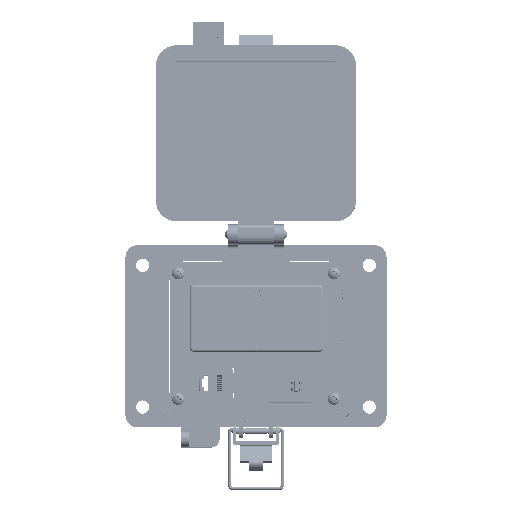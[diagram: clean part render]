
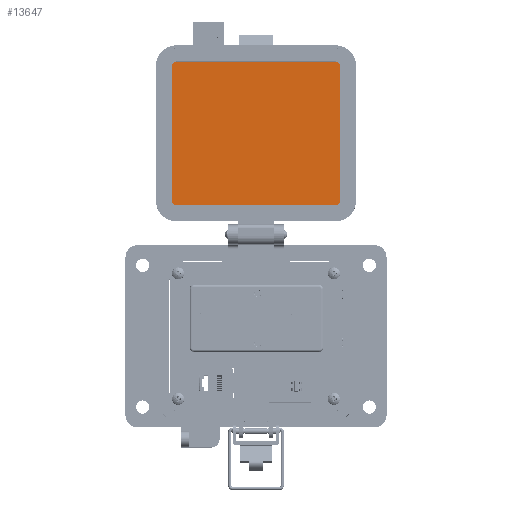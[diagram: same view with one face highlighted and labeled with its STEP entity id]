
A CAD part, top view. The second image highlights one B-rep face of the part: STEP entity #13647.
In plain terms, the highlighted planar face has unit normal (0, 0, 1).
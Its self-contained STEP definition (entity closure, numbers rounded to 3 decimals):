
#976 = DIRECTION ( 'NONE',  ( 0., -1., 0. ) ) ;
#3339 = DIRECTION ( 'NONE',  ( 0., 0., -1. ) ) ;
#3575 = LINE ( 'NONE', #40258, #199934 ) ;
#4655 = ORIENTED_EDGE ( 'NONE', *, *, #63782, .F. ) ;
#5691 = EDGE_LOOP ( 'NONE', ( #50528, #62519, #195983, #64484, #22670, #14696, #4655, #122906 ) ) ;
#6590 = CARTESIAN_POINT ( 'NONE',  ( -3.279, 57.705, 19.202 ) ) ;
#8034 = VERTEX_POINT ( 'NONE', #59359 ) ;
#8454 = CARTESIAN_POINT ( 'NONE',  ( -42.469, 57.705, 19.202 ) ) ;
#13647 = ADVANCED_FACE ( 'NONE', ( #59180 ), #186453, .T. ) ;
#14696 = ORIENTED_EDGE ( 'NONE', *, *, #129587, .F. ) ;
#16088 = EDGE_CURVE ( 'NONE', #8034, #100602, #35962, .T. ) ;
#20289 = AXIS2_PLACEMENT_3D ( 'NONE', #93952, #3339, #976 ) ;
#22505 = LINE ( 'NONE', #6590, #97556 ) ;
#22670 = ORIENTED_EDGE ( 'NONE', *, *, #83240, .F. ) ;
#24530 = DIRECTION ( 'NONE',  ( 0., 0., -1. ) ) ;
#25741 = CARTESIAN_POINT ( 'NONE',  ( 35.912, 57.705, 19.202 ) ) ;
#26071 = DIRECTION ( 'NONE',  ( 1., 0., 0. ) ) ;
#26133 = CARTESIAN_POINT ( 'NONE',  ( 35.912, 128.688, 19.202 ) ) ;
#27261 = LINE ( 'NONE', #214364, #72306 ) ;
#29375 = CARTESIAN_POINT ( 'NONE',  ( 35.912, 126.389, 19.202 ) ) ;
#35962 = CIRCLE ( 'NONE', #20289, 2.299 ) ;
#38705 = DIRECTION ( 'NONE',  ( 0., 0., -1. ) ) ;
#38746 = VERTEX_POINT ( 'NONE', #228684 ) ;
#39265 = AXIS2_PLACEMENT_3D ( 'NONE', #60388, #135013, #115456 ) ;
#40258 = CARTESIAN_POINT ( 'NONE',  ( -3.279, 128.688, 19.202 ) ) ;
#43217 = CARTESIAN_POINT ( 'NONE',  ( -42.469, 60.004, 19.202 ) ) ;
#50528 = ORIENTED_EDGE ( 'NONE', *, *, #16088, .F. ) ;
#59180 = FACE_OUTER_BOUND ( 'NONE', #5691, .T. ) ;
#59359 = CARTESIAN_POINT ( 'NONE',  ( 38.212, 60.004, 19.202 ) ) ;
#59556 = EDGE_CURVE ( 'NONE', #60847, #80122, #124666, .T. ) ;
#60388 = CARTESIAN_POINT ( 'NONE',  ( 39.871, 130.108, 19.202 ) ) ;
#60847 = VERTEX_POINT ( 'NONE', #26133 ) ;
#62519 = ORIENTED_EDGE ( 'NONE', *, *, #198582, .F. ) ;
#63782 = EDGE_CURVE ( 'NONE', #113848, #83008, #86048, .T. ) ;
#64484 = ORIENTED_EDGE ( 'NONE', *, *, #217767, .F. ) ;
#66127 = CARTESIAN_POINT ( 'NONE',  ( -44.769, 93.196, 19.202 ) ) ;
#72306 = VECTOR ( 'NONE', #101969, 1000. ) ;
#80122 = VERTEX_POINT ( 'NONE', #157516 ) ;
#83008 = VERTEX_POINT ( 'NONE', #90514 ) ;
#83240 = EDGE_CURVE ( 'NONE', #38746, #241137, #223866, .T. ) ;
#83303 = AXIS2_PLACEMENT_3D ( 'NONE', #203860, #38705, #90220 ) ;
#86048 = CIRCLE ( 'NONE', #222752, 2.299 ) ;
#90220 = DIRECTION ( 'NONE',  ( 0., -1., 0. ) ) ;
#90514 = CARTESIAN_POINT ( 'NONE',  ( -44.769, 60.004, 19.202 ) ) ;
#93952 = CARTESIAN_POINT ( 'NONE',  ( 35.912, 60.004, 19.202 ) ) ;
#97556 = VECTOR ( 'NONE', #229138, 1000. ) ;
#99568 = DIRECTION ( 'NONE',  ( 0., 0., -1. ) ) ;
#100602 = VERTEX_POINT ( 'NONE', #25741 ) ;
#101969 = DIRECTION ( 'NONE',  ( 0., -1., 0. ) ) ;
#113848 = VERTEX_POINT ( 'NONE', #8454 ) ;
#115456 = DIRECTION ( 'NONE',  ( -1., 0., 0. ) ) ;
#118483 = EDGE_CURVE ( 'NONE', #100602, #113848, #22505, .T. ) ;
#122906 = ORIENTED_EDGE ( 'NONE', *, *, #118483, .F. ) ;
#124666 = CIRCLE ( 'NONE', #198255, 2.299 ) ;
#129587 = EDGE_CURVE ( 'NONE', #83008, #38746, #233631, .T. ) ;
#135013 = DIRECTION ( 'NONE',  ( 0., 0., 1. ) ) ;
#146794 = DIRECTION ( 'NONE',  ( 1., 0., 0. ) ) ;
#154223 = DIRECTION ( 'NONE',  ( 1., 0., 0. ) ) ;
#157516 = CARTESIAN_POINT ( 'NONE',  ( 38.212, 126.389, 19.202 ) ) ;
#179850 = DIRECTION ( 'NONE',  ( 0., 1., 0. ) ) ;
#186453 = PLANE ( 'NONE',  #39265 ) ;
#195983 = ORIENTED_EDGE ( 'NONE', *, *, #59556, .F. ) ;
#198255 = AXIS2_PLACEMENT_3D ( 'NONE', #29375, #24530, #154223 ) ;
#198582 = EDGE_CURVE ( 'NONE', #80122, #8034, #27261, .T. ) ;
#199934 = VECTOR ( 'NONE', #146794, 1000. ) ;
#203860 = CARTESIAN_POINT ( 'NONE',  ( -42.469, 126.389, 19.202 ) ) ;
#205050 = VECTOR ( 'NONE', #179850, 1000. ) ;
#214364 = CARTESIAN_POINT ( 'NONE',  ( 38.212, 93.196, 19.202 ) ) ;
#217767 = EDGE_CURVE ( 'NONE', #241137, #60847, #3575, .T. ) ;
#222752 = AXIS2_PLACEMENT_3D ( 'NONE', #43217, #99568, #26071 ) ;
#223866 = CIRCLE ( 'NONE', #83303, 2.299 ) ;
#228684 = CARTESIAN_POINT ( 'NONE',  ( -44.769, 126.389, 19.202 ) ) ;
#229138 = DIRECTION ( 'NONE',  ( -1., 0., 0. ) ) ;
#233631 = LINE ( 'NONE', #66127, #205050 ) ;
#238994 = CARTESIAN_POINT ( 'NONE',  ( -42.469, 128.688, 19.202 ) ) ;
#241137 = VERTEX_POINT ( 'NONE', #238994 ) ;
